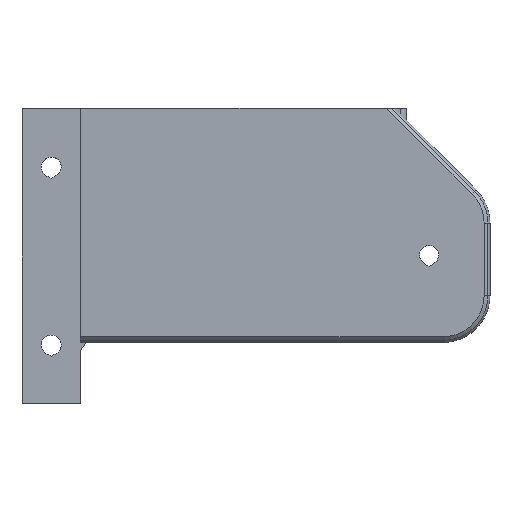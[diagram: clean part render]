
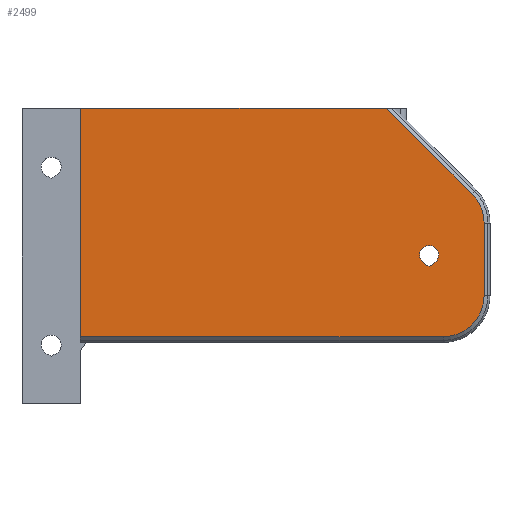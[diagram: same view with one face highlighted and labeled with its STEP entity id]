
A CAD part, top view. The second image highlights one B-rep face of the part: STEP entity #2499.
In plain terms, the highlighted planar face has unit normal (0, 0, 1).
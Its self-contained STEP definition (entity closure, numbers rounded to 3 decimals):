
#49=FACE_BOUND('',#337,.T.);
#64=CIRCLE('',#2660,1.625);
#66=CIRCLE('',#2663,7.);
#67=CIRCLE('',#2664,7.);
#189=FACE_OUTER_BOUND('',#336,.T.);
#336=EDGE_LOOP('',(#1669,#1670,#1671,#1672,#1673,#1674,#1675));
#337=EDGE_LOOP('',(#1676,#1677,#1678));
#495=LINE('',#3657,#772);
#499=LINE('',#3665,#776);
#502=LINE('',#3675,#779);
#503=LINE('',#3679,#780);
#504=LINE('',#3683,#781);
#505=LINE('',#3685,#782);
#506=LINE('',#3686,#783);
#772=VECTOR('',#2900,10.);
#776=VECTOR('',#2906,10.);
#779=VECTOR('',#2917,10.);
#780=VECTOR('',#2920,10.);
#781=VECTOR('',#2923,10.);
#782=VECTOR('',#2924,10.);
#783=VECTOR('',#2925,10.);
#1049=VERTEX_POINT('',#3655);
#1050=VERTEX_POINT('',#3656);
#1053=VERTEX_POINT('',#3664);
#1055=VERTEX_POINT('',#3673);
#1056=VERTEX_POINT('',#3674);
#1057=VERTEX_POINT('',#3676);
#1058=VERTEX_POINT('',#3678);
#1059=VERTEX_POINT('',#3680);
#1060=VERTEX_POINT('',#3682);
#1061=VERTEX_POINT('',#3684);
#1282=EDGE_CURVE('',#1049,#1050,#495,.T.);
#1286=EDGE_CURVE('',#1053,#1049,#499,.T.);
#1289=EDGE_CURVE('',#1050,#1053,#64,.T.);
#1291=EDGE_CURVE('',#1055,#1056,#502,.T.);
#1292=EDGE_CURVE('',#1057,#1055,#66,.T.);
#1293=EDGE_CURVE('',#1058,#1057,#503,.T.);
#1294=EDGE_CURVE('',#1059,#1058,#67,.T.);
#1295=EDGE_CURVE('',#1060,#1059,#504,.T.);
#1296=EDGE_CURVE('',#1060,#1061,#505,.T.);
#1297=EDGE_CURVE('',#1061,#1056,#506,.T.);
#1669=ORIENTED_EDGE('',*,*,#1291,.F.);
#1670=ORIENTED_EDGE('',*,*,#1292,.F.);
#1671=ORIENTED_EDGE('',*,*,#1293,.F.);
#1672=ORIENTED_EDGE('',*,*,#1294,.F.);
#1673=ORIENTED_EDGE('',*,*,#1295,.F.);
#1674=ORIENTED_EDGE('',*,*,#1296,.T.);
#1675=ORIENTED_EDGE('',*,*,#1297,.T.);
#1676=ORIENTED_EDGE('',*,*,#1286,.T.);
#1677=ORIENTED_EDGE('',*,*,#1282,.T.);
#1678=ORIENTED_EDGE('',*,*,#1289,.T.);
#2409=PLANE('',#2662);
#2499=ADVANCED_FACE('',(#189,#49),#2409,.T.);
#2660=AXIS2_PLACEMENT_3D('',#3670,#2911,#2912);
#2662=AXIS2_PLACEMENT_3D('',#3672,#2915,#2916);
#2663=AXIS2_PLACEMENT_3D('',#3677,#2918,#2919);
#2664=AXIS2_PLACEMENT_3D('',#3681,#2921,#2922);
#2900=DIRECTION('',(-0.801,0.599,0.));
#2906=DIRECTION('',(-0.801,-0.598,0.));
#2911=DIRECTION('center_axis',(0.,0.,-1.));
#2912=DIRECTION('ref_axis',(-1.,0.,0.));
#2915=DIRECTION('center_axis',(0.,0.,1.));
#2916=DIRECTION('ref_axis',(-1.,0.,0.));
#2917=DIRECTION('',(-1.,0.,0.));
#2918=DIRECTION('center_axis',(0.,0.,-1.));
#2919=DIRECTION('ref_axis',(0.707,-0.707,0.));
#2920=DIRECTION('',(0.,-1.,0.));
#2921=DIRECTION('center_axis',(0.,0.,-1.));
#2922=DIRECTION('ref_axis',(0.707,0.707,0.));
#2923=DIRECTION('',(0.707,-0.707,0.));
#2924=DIRECTION('',(-1.,0.,0.));
#2925=DIRECTION('',(0.,-1.,0.));
#3655=CARTESIAN_POINT('',(113.989,24.974,-45.772));
#3656=CARTESIAN_POINT('',(113.017,25.7,-45.772));
#3657=CARTESIAN_POINT('',(110.355,27.689,-45.772));
#3664=CARTESIAN_POINT('',(114.962,25.7,-45.772));
#3665=CARTESIAN_POINT('',(123.821,32.312,-45.772));
#3670=CARTESIAN_POINT('Origin',(113.99,27.002,-45.772));
#3672=CARTESIAN_POINT('Origin',(124.401,52.043,-45.772));
#3673=CARTESIAN_POINT('',(116.401,13.043,-45.772));
#3674=CARTESIAN_POINT('',(54.401,13.043,-45.772));
#3675=CARTESIAN_POINT('',(90.651,13.043,-45.772));
#3676=CARTESIAN_POINT('',(123.401,20.043,-45.772));
#3677=CARTESIAN_POINT('Origin',(116.401,20.043,-45.772));
#3678=CARTESIAN_POINT('',(123.401,32.444,-45.772));
#3679=CARTESIAN_POINT('',(123.401,52.043,-45.772));
#3680=CARTESIAN_POINT('',(121.351,37.394,-45.772));
#3681=CARTESIAN_POINT('Origin',(116.401,32.444,-45.772));
#3682=CARTESIAN_POINT('',(106.703,52.043,-45.772));
#3683=CARTESIAN_POINT('',(111.481,47.264,-45.772));
#3684=CARTESIAN_POINT('',(54.401,52.043,-45.772));
#3685=CARTESIAN_POINT('',(124.401,52.043,-45.772));
#3686=CARTESIAN_POINT('',(54.401,52.043,-45.772));
